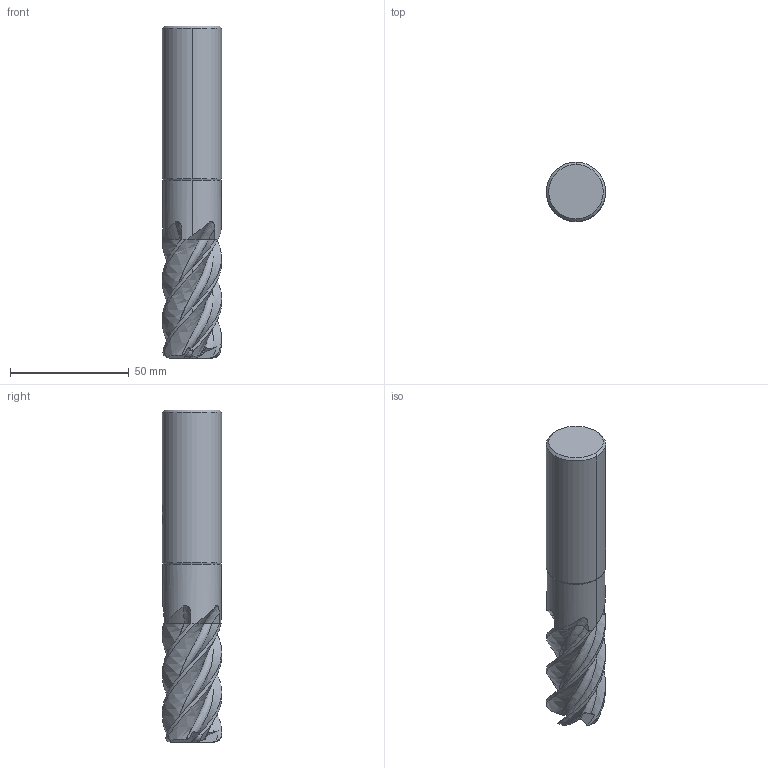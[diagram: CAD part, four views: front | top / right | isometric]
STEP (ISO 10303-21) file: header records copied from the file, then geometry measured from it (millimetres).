
FILE_DESCRIPTION(('no description'),'unknown implementation level');
FILE_NAME('solidAcAuT5sjUH40R5DyIX__1ptWvfI_1.STP',' ',('CIM GmbH Aachen'),('CADClick - KiM GmbH - www.kimweb.de'),'unknown preprocess','ACIS','unknown authorization');
FILE_SCHEMA(('automotive_design'));
Length unit declared in the file: millimetre
Products named in the file (2): 1; 2
Bounding box: 25 x 25 x 140 mm (x, y, z)
Volume: 56483.7 mm3; surface area: 13658.4 mm2
Topology: 2 solids, 2 shells, 104 faces, 283 edges, 183 vertices
Faces by surface type: plane 36, bspline 20, cone 15, revolution 15, cylinder 11, torus 7
Entity records: 17080 total; most frequent: CARTESIAN_POINT 11542, STYLED_ITEM 572, PRESENTATION_STYLE_ASSIGNMENT 572, COLOUR_RGB 572, ORIENTED_EDGE 566, DIRECTION 358, EDGE_CURVE 283, CURVE_STYLE 283
